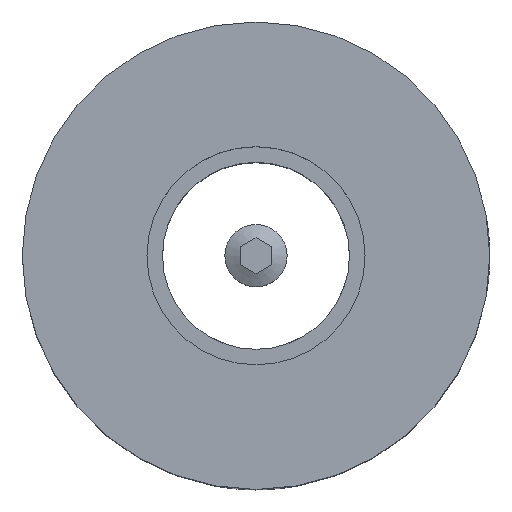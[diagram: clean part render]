
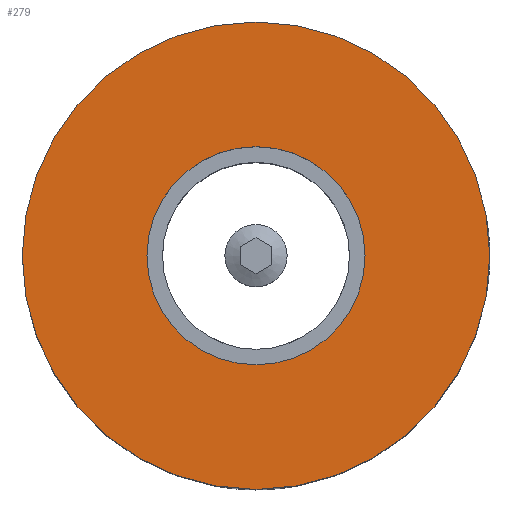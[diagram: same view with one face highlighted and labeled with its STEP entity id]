
A CAD part, top view. The second image highlights one B-rep face of the part: STEP entity #279.
In plain terms, the highlighted planar face has unit normal (0, 0, 1).
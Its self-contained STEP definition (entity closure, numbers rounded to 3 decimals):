
#279 = ADVANCED_FACE( '', ( #331, #332 ), #333, .T. );
#331 = FACE_OUTER_BOUND( '', #392, .T. );
#332 = FACE_BOUND( '', #393, .T. );
#333 = PLANE( '', #394 );
#392 = EDGE_LOOP( '', ( #470 ) );
#393 = EDGE_LOOP( '', ( #471 ) );
#394 = AXIS2_PLACEMENT_3D( '', #472, #473, #474 );
#470 = ORIENTED_EDGE( '', *, *, #559, .T. );
#471 = ORIENTED_EDGE( '', *, *, #562, .F. );
#472 = CARTESIAN_POINT( '', ( 0., 0., 4. ) );
#473 = DIRECTION( '', ( 0., 0., 1. ) );
#474 = DIRECTION( '', ( 1., 0., 0. ) );
#559 = EDGE_CURVE( '', #601, #601, #602, .T. );
#562 = EDGE_CURVE( '', #607, #607, #608, .T. );
#601 = VERTEX_POINT( '', #873 );
#602 = CIRCLE( '', #874, 15. );
#607 = VERTEX_POINT( '', #879 );
#608 = CIRCLE( '', #880, 7. );
#873 = CARTESIAN_POINT( '', ( 15., 0., 4. ) );
#874 = AXIS2_PLACEMENT_3D( '', #971, #972, #973 );
#879 = CARTESIAN_POINT( '', ( 7., 0., 4. ) );
#880 = AXIS2_PLACEMENT_3D( '', #980, #981, #982 );
#971 = CARTESIAN_POINT( '', ( 0., 0., 4. ) );
#972 = DIRECTION( '', ( 0., 0., 1. ) );
#973 = DIRECTION( '', ( 1., 0., 0. ) );
#980 = CARTESIAN_POINT( '', ( 0., 0., 4. ) );
#981 = DIRECTION( '', ( 0., 0., 1. ) );
#982 = DIRECTION( '', ( 1., 0., 0. ) );
